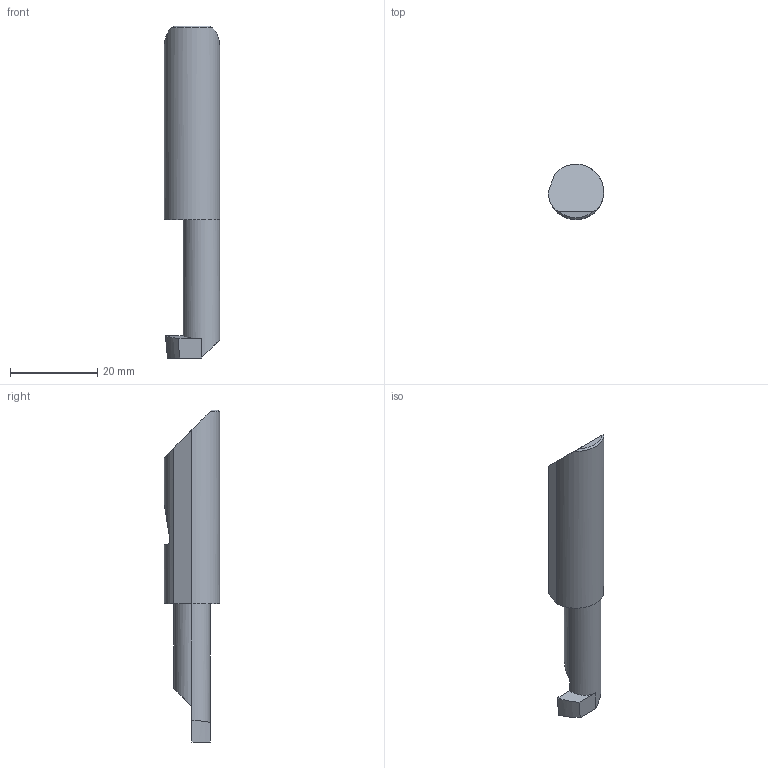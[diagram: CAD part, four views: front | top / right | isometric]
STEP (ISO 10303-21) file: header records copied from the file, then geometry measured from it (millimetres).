
FILE_DESCRIPTION (( 'STEP AP214' ), '1' );
FILE_NAME ('Micro_QRB-4901250X.STEP', '2021-09-08T16:59:25', ( '' ), ( '' ), 'SwSTEP 2.0', 'SolidWorks 2020', '' );
FILE_SCHEMA (( 'AUTOMOTIVE_DESIGN' ));
Length unit declared in the file: inch
Products named in the file (1): Micro_QRB-4901250X
Bounding box: 12.7 x 12.7 x 76.2 mm (x, y, z)
Volume: 6498.5 mm3; surface area: 2693.4 mm2
Topology: 1 solids, 1 shells, 21 faces, 48 edges, 30 vertices
Faces by surface type: plane 12, cylinder 8, cone 1
Entity records: 654 total; most frequent: CARTESIAN_POINT 179, ORIENTED_EDGE 96, DIRECTION 82, EDGE_CURVE 48, VERTEX_POINT 30, AXIS2_PLACEMENT_3D 29, VECTOR 24, LINE 24
